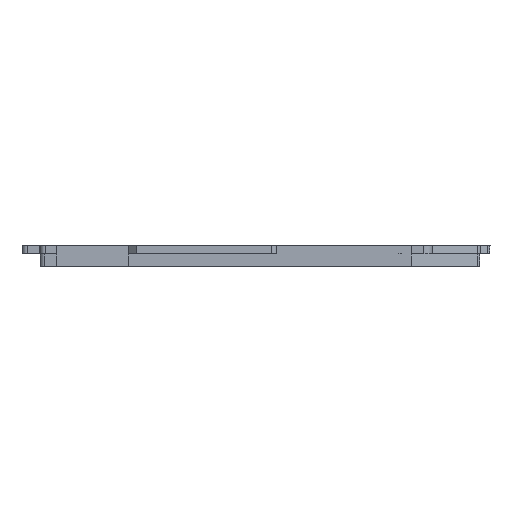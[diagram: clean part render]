
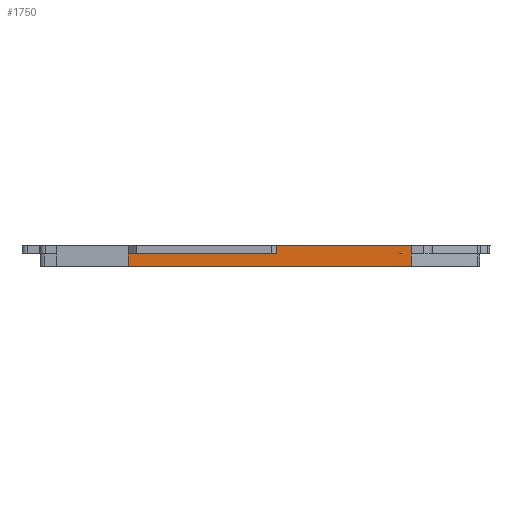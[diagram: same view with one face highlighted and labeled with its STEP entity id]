
A CAD part, left-side view. The second image highlights one B-rep face of the part: STEP entity #1750.
In plain terms, the highlighted planar face has unit normal (-1, 0, 0).
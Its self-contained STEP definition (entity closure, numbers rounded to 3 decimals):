
#57 = VERTEX_POINT('',#58);
#58 = CARTESIAN_POINT('',(-204.598,79.821,-116.));
#64 = EDGE_CURVE('',#57,#65,#67,.T.);
#65 = VERTEX_POINT('',#66);
#66 = CARTESIAN_POINT('',(-204.598,47.745,-116.));
#67 = LINE('',#68,#69);
#68 = CARTESIAN_POINT('',(-204.598,131.669,-116.));
#69 = VECTOR('',#70,1.);
#70 = DIRECTION('',(0.,-1.,0.));
#1523 = VERTEX_POINT('',#1524);
#1524 = CARTESIAN_POINT('',(-204.598,115.367,-118.));
#1530 = EDGE_CURVE('',#1531,#1523,#1533,.T.);
#1531 = VERTEX_POINT('',#1532);
#1532 = CARTESIAN_POINT('',(-204.598,115.367,-121.));
#1533 = LINE('',#1534,#1535);
#1534 = CARTESIAN_POINT('',(-204.598,115.367,-116.8));
#1535 = VECTOR('',#1536,1.);
#1536 = DIRECTION('',(0.,0.,1.));
#1708 = VERTEX_POINT('',#1709);
#1709 = CARTESIAN_POINT('',(-204.598,79.821,-118.));
#1715 = EDGE_CURVE('',#57,#1708,#1716,.T.);
#1716 = LINE('',#1717,#1718);
#1717 = CARTESIAN_POINT('',(-204.598,79.821,-118.3));
#1718 = VECTOR('',#1719,1.);
#1719 = DIRECTION('',(0.,0.,-1.));
#1750 = ADVANCED_FACE('',(#1751),#1776,.T.);
#1751 = FACE_BOUND('',#1752,.T.);
#1752 = EDGE_LOOP('',(#1753,#1761,#1762,#1763,#1769,#1770));
#1753 = ORIENTED_EDGE('',*,*,#1754,.T.);
#1754 = EDGE_CURVE('',#1755,#65,#1757,.T.);
#1755 = VERTEX_POINT('',#1756);
#1756 = CARTESIAN_POINT('',(-204.598,47.745,-121.));
#1757 = LINE('',#1758,#1759);
#1758 = CARTESIAN_POINT('',(-204.598,47.745,-112.));
#1759 = VECTOR('',#1760,1.);
#1760 = DIRECTION('',(0.,0.,1.));
#1761 = ORIENTED_EDGE('',*,*,#64,.F.);
#1762 = ORIENTED_EDGE('',*,*,#1715,.T.);
#1763 = ORIENTED_EDGE('',*,*,#1764,.T.);
#1764 = EDGE_CURVE('',#1708,#1523,#1765,.T.);
#1765 = LINE('',#1766,#1767);
#1766 = CARTESIAN_POINT('',(-204.598,127.439,-118.));
#1767 = VECTOR('',#1768,1.);
#1768 = DIRECTION('',(0.,1.,0.));
#1769 = ORIENTED_EDGE('',*,*,#1530,.F.);
#1770 = ORIENTED_EDGE('',*,*,#1771,.F.);
#1771 = EDGE_CURVE('',#1755,#1531,#1772,.T.);
#1772 = LINE('',#1773,#1774);
#1773 = CARTESIAN_POINT('',(-204.598,53.29,-121.));
#1774 = VECTOR('',#1775,1.);
#1775 = DIRECTION('',(0.,1.,0.));
#1776 = PLANE('',#1777);
#1777 = AXIS2_PLACEMENT_3D('',#1778,#1779,#1780);
#1778 = CARTESIAN_POINT('',(-204.598,81.067,
    -118.989));
#1779 = DIRECTION('',(-1.,0.,0.));
#1780 = DIRECTION('',(0.,-1.,0.));
